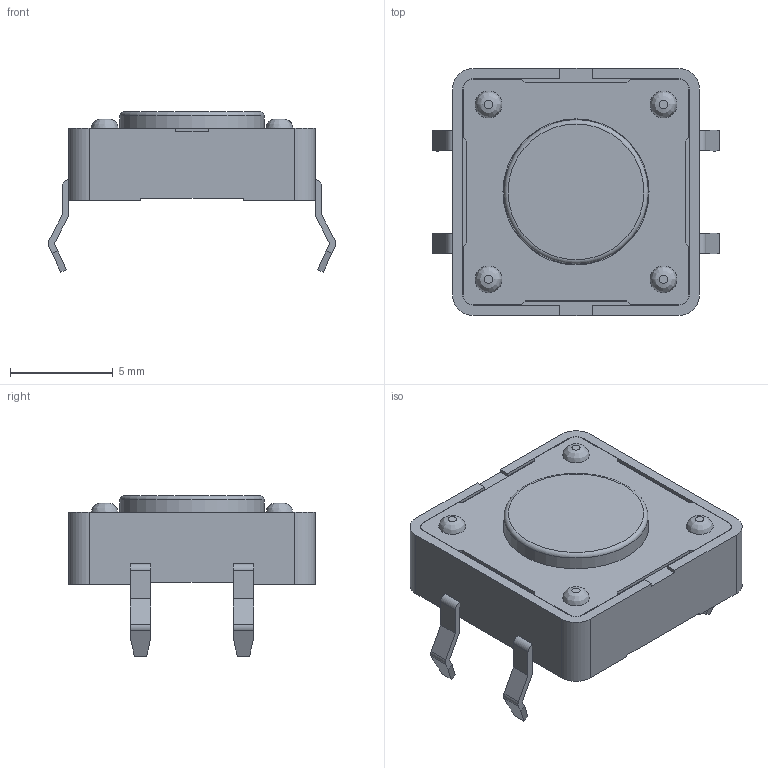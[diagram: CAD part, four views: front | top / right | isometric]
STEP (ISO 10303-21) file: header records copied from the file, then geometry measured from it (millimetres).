
FILE_DESCRIPTION( ( 'Unknown' ), '1' );
FILE_NAME( '4304x60439x6.stp', 'Unknown', ( 'Unknown' ), ( 'Unknown' ), 'PSStep 13.0', 'Unknown', ' ' );
FILE_SCHEMA( ( 'AUTOMOTIVE_DESIGN { 1 0 10303 214 1 1 1 1 }' ) );
Length unit declared in the file: millimetre
Products named in the file (5): Assem1; frame; cover; pins
Bounding box: 13.98 x 12 x 7.79 mm (x, y, z)
Volume: 1070.5 mm3; surface area: 1504.5 mm2
Topology: 8 solids, 8 shells, 320 faces, 866 edges, 580 vertices
Faces by surface type: plane 210, cylinder 100, bspline 8, torus 2
Full cylindrical faces by diameter (mm): 1 x16, 7 x2, 7.1 x2
Entity records: 6376 total; most frequent: CARTESIAN_POINT 971, DIRECTION 844, ORIENTED_EDGE 826, EDGE_CURVE 413, LINE 304, VECTOR 304, VERTEX_POINT 285, AXIS2_PLACEMENT_3D 270
